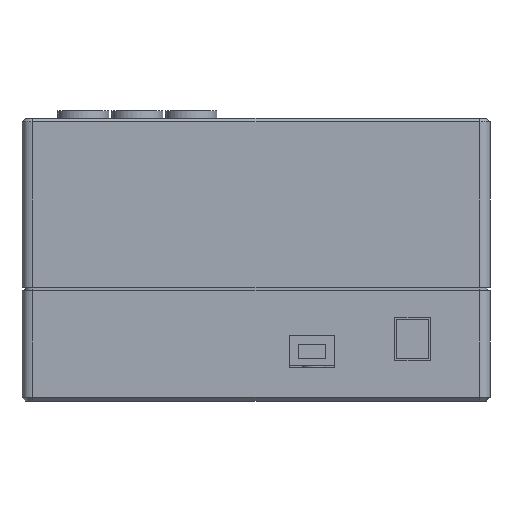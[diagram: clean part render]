
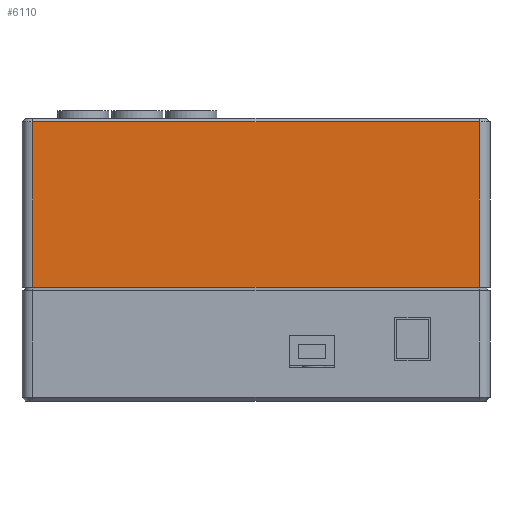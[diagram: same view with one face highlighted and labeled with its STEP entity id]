
A CAD part, left-side view. The second image highlights one B-rep face of the part: STEP entity #6110.
In plain terms, the highlighted planar face has unit normal (-1, 0, 0).
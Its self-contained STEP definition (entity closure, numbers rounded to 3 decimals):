
#1021=FACE_OUTER_BOUND('',#1496,.T.);
#1496=EDGE_LOOP('',(#5548,#5549,#5550,#5551));
#1905=LINE('',#10060,#2432);
#1966=LINE('',#10270,#2493);
#1968=LINE('',#10275,#2495);
#1969=LINE('',#10278,#2496);
#2432=VECTOR('',#8213,10.);
#2493=VECTOR('',#8406,10.);
#2495=VECTOR('',#8412,10.);
#2496=VECTOR('',#8417,10.);
#2984=VERTEX_POINT('',#10052);
#2986=VERTEX_POINT('',#10058);
#3069=VERTEX_POINT('',#10268);
#3070=VERTEX_POINT('',#10273);
#3729=EDGE_CURVE('',#2986,#2984,#1905,.T.);
#3834=EDGE_CURVE('',#3069,#2986,#1966,.T.);
#3837=EDGE_CURVE('',#3070,#3069,#1968,.T.);
#3838=EDGE_CURVE('',#2984,#3070,#1969,.T.);
#5548=ORIENTED_EDGE('',*,*,#3729,.F.);
#5549=ORIENTED_EDGE('',*,*,#3834,.F.);
#5550=ORIENTED_EDGE('',*,*,#3837,.F.);
#5551=ORIENTED_EDGE('',*,*,#3838,.F.);
#5755=PLANE('',#6809);
#6110=ADVANCED_FACE('',(#1021),#5755,.T.);
#6809=AXIS2_PLACEMENT_3D('',#10428,#8635,#8636);
#8213=DIRECTION('',(0.,-1.,0.));
#8406=DIRECTION('',(0.,0.,1.));
#8412=DIRECTION('',(0.,1.,0.));
#8417=DIRECTION('',(0.,0.,-1.));
#8635=DIRECTION('center_axis',(-1.,0.,0.));
#8636=DIRECTION('ref_axis',(0.,1.,0.));
#10052=CARTESIAN_POINT('',(-65.,-62.,76.1));
#10058=CARTESIAN_POINT('',(-65.,62.,76.1));
#10060=CARTESIAN_POINT('',(-65.,-32.5,76.1));
#10268=CARTESIAN_POINT('',(-65.,62.,30.1));
#10270=CARTESIAN_POINT('',(-65.,62.,77.1));
#10273=CARTESIAN_POINT('',(-65.,-62.,30.1));
#10275=CARTESIAN_POINT('',(-65.,-65.,30.1));
#10278=CARTESIAN_POINT('',(-65.,-62.,77.1));
#10428=CARTESIAN_POINT('Origin',(-65.,-65.,77.1));
